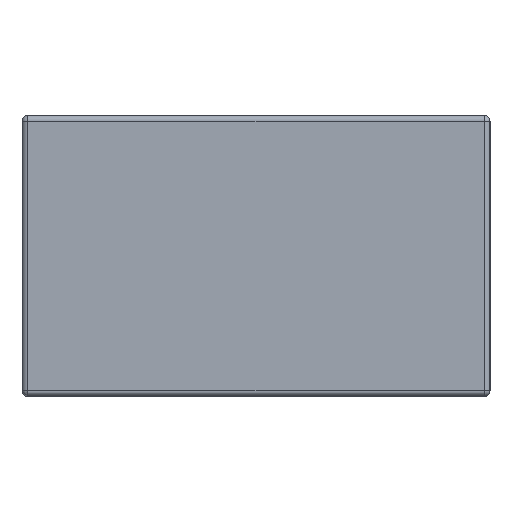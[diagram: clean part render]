
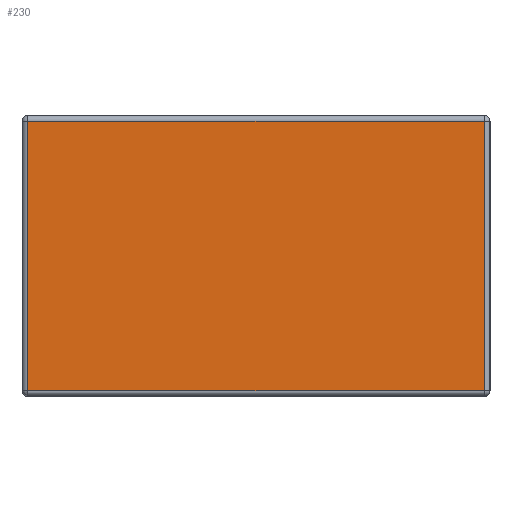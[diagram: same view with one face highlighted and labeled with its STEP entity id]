
A CAD part, left-side view. The second image highlights one B-rep face of the part: STEP entity #230.
In plain terms, the highlighted planar face has unit normal (-1, 0, 0).
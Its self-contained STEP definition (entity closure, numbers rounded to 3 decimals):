
#17 = CARTESIAN_POINT ( 'NONE',  ( -9.5, 7.9, 0.1 ) ) ;
#115 = CARTESIAN_POINT ( 'NONE',  ( -9.5, 0., 4.8 ) ) ;
#120 = DIRECTION ( 'NONE',  ( 0., 0., -1. ) ) ;
#183 = CARTESIAN_POINT ( 'NONE',  ( -9.5, 0.1, 4.7 ) ) ;
#230 = ADVANCED_FACE ( 'NONE', ( #1035 ), #1581, .F. ) ;
#233 = VECTOR ( 'NONE', #455, 1000. ) ;
#306 = AXIS2_PLACEMENT_3D ( 'NONE', #115, #970, #120 ) ;
#314 = VERTEX_POINT ( 'NONE', #1234 ) ;
#316 = CARTESIAN_POINT ( 'NONE',  ( -9.5, 0.1, 4.8 ) ) ;
#410 = VERTEX_POINT ( 'NONE', #183 ) ;
#425 = DIRECTION ( 'NONE',  ( 0., -1., 0. ) ) ;
#455 = DIRECTION ( 'NONE',  ( 0., 0., 1. ) ) ;
#503 = VERTEX_POINT ( 'NONE', #1302 ) ;
#522 = ORIENTED_EDGE ( 'NONE', *, *, #1281, .T. ) ;
#531 = EDGE_CURVE ( 'NONE', #314, #410, #1386, .T. ) ;
#588 = ORIENTED_EDGE ( 'NONE', *, *, #1363, .T. ) ;
#619 = VECTOR ( 'NONE', #1308, 1000. ) ;
#759 = EDGE_LOOP ( 'NONE', ( #1509, #1284, #588, #522 ) ) ;
#830 = CARTESIAN_POINT ( 'NONE',  ( -9.5, 0., 0.1 ) ) ;
#970 = DIRECTION ( 'NONE',  ( 1., 0., 0. ) ) ;
#1035 = FACE_OUTER_BOUND ( 'NONE', #759, .T. ) ;
#1067 = VERTEX_POINT ( 'NONE', #17 ) ;
#1076 = VECTOR ( 'NONE', #425, 1000. ) ;
#1180 = DIRECTION ( 'NONE',  ( 0., 0., -1. ) ) ;
#1182 = CARTESIAN_POINT ( 'NONE',  ( -9.5, 0., 4.7 ) ) ;
#1234 = CARTESIAN_POINT ( 'NONE',  ( -9.5, 0.1, 0.1 ) ) ;
#1253 = LINE ( 'NONE', #830, #1076 ) ;
#1281 = EDGE_CURVE ( 'NONE', #503, #1067, #1468, .T. ) ;
#1284 = ORIENTED_EDGE ( 'NONE', *, *, #531, .T. ) ;
#1302 = CARTESIAN_POINT ( 'NONE',  ( -9.5, 7.9, 4.7 ) ) ;
#1308 = DIRECTION ( 'NONE',  ( 0., 1., 0. ) ) ;
#1363 = EDGE_CURVE ( 'NONE', #410, #503, #1412, .T. ) ;
#1386 = LINE ( 'NONE', #316, #233 ) ;
#1408 = CARTESIAN_POINT ( 'NONE',  ( -9.5, 7.9, 4.8 ) ) ;
#1412 = LINE ( 'NONE', #1182, #619 ) ;
#1468 = LINE ( 'NONE', #1408, #1547 ) ;
#1509 = ORIENTED_EDGE ( 'NONE', *, *, #1540, .T. ) ;
#1540 = EDGE_CURVE ( 'NONE', #1067, #314, #1253, .T. ) ;
#1547 = VECTOR ( 'NONE', #1180, 1000. ) ;
#1581 = PLANE ( 'NONE',  #306 ) ;
